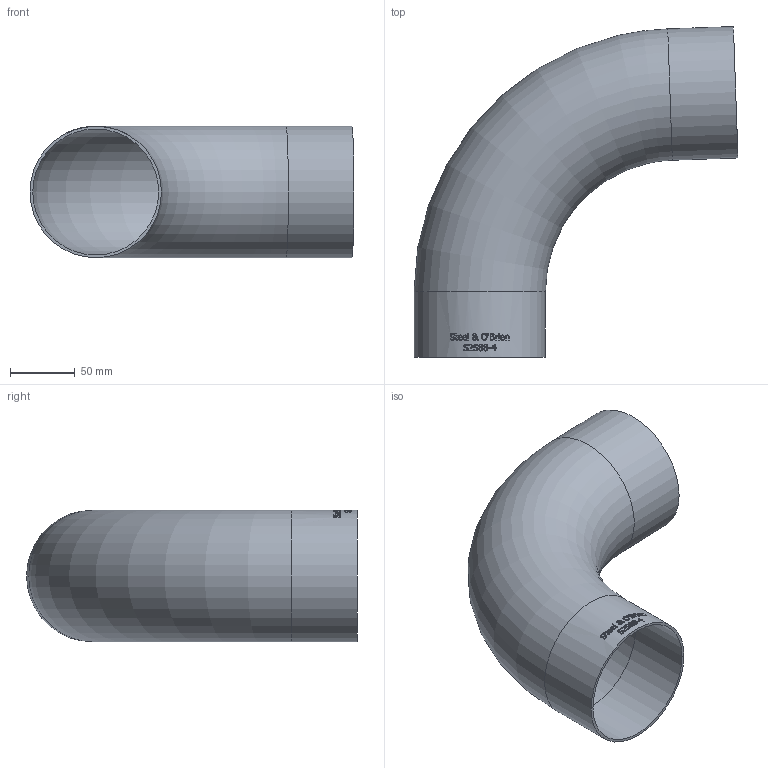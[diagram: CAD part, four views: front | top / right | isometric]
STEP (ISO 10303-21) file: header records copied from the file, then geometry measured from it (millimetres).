
FILE_DESCRIPTION(/* description */ (''),/* implementation_level */ '2;1');
FILE_NAME(/* name */ 'S2S88-4.stp',/* time_stamp */ '2018-11-27T15:26:50-05:00',/* author */ ('ken'),/* organization */ (''),/* preprocessor_version */ 'ST-DEVELOPER v15.2',/* originating_system */ 'Autodesk Inventor 2014',/* authorisation */ '');
FILE_SCHEMA (('AUTOMOTIVE_DESIGN { 1 0 10303 214 3 1 1 }'));
Length unit declared in the file: inch
Products named in the file (1): S2S88-4
Bounding box: 250.42 x 255.65 x 101.6 mm (x, y, z)
Volume: 221171.1 mm3; surface area: 211207.5 mm2
Topology: 1 solids, 1 shells, 358 faces, 969 edges, 646 vertices
Faces by surface type: bspline 200, plane 118, cylinder 38, torus 2
Full cylindrical faces by diameter (mm): 97.384 x2, 101.6 x2
Entity records: 14822 total; most frequent: CARTESIAN_POINT 7060, ORIENTED_EDGE 1912, DIRECTION 1006, EDGE_CURVE 956, VERTEX_POINT 640, LINE 424, VECTOR 424, B_SPLINE_CURVE_WITH_KNOTS 400
